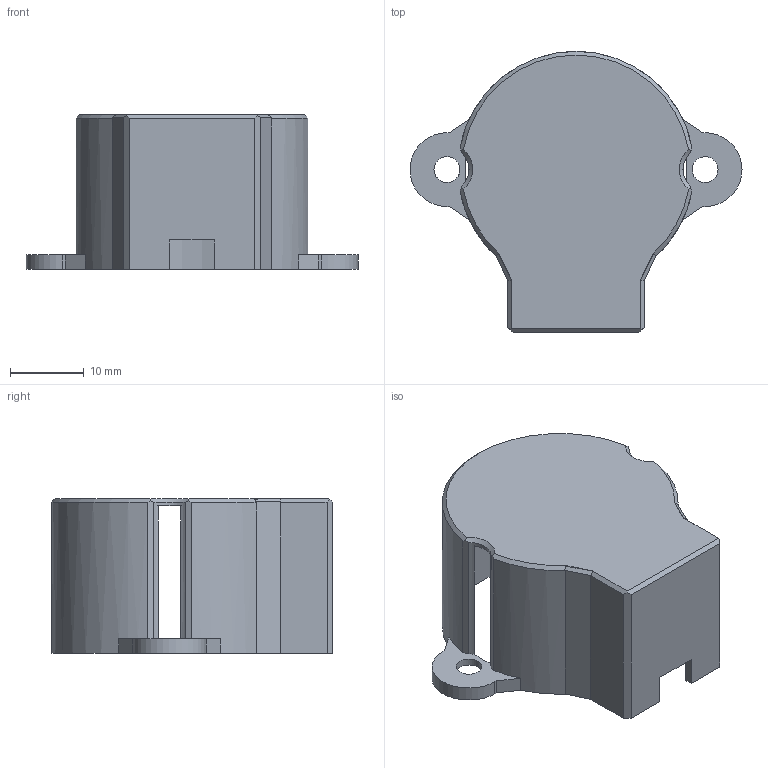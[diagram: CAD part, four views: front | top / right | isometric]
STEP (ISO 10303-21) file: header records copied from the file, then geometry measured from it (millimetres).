
FILE_DESCRIPTION(/* description */ (''),/* implementation_level */ '2;1');
FILE_NAME(/* name */ 'Cap.stp',/* time_stamp */ '2021-01-29T09:26:12+01:00',/* author */ ('woute'),/* organization */ (''),/* preprocessor_version */ 'ST-DEVELOPER v17',/* originating_system */ 'Autodesk Inventor 2019',/* authorisation */ '');
FILE_SCHEMA (('AUTOMOTIVE_DESIGN { 1 0 10303 214 3 1 1 }'));
Length unit declared in the file: millimetre
Products named in the file (1): Part4
Bounding box: 45 x 38.1 x 21 mm (x, y, z)
Volume: 3126.3 mm3; surface area: 6495.4 mm2
Topology: 1 solids, 1 shells, 62 faces, 196 edges, 132 vertices
Faces by surface type: plane 41, cylinder 12, cone 5, bspline 4
Full cylindrical faces by diameter (mm): 3.5 x2
Entity records: 2302 total; most frequent: CARTESIAN_POINT 537, ORIENTED_EDGE 392, DIRECTION 333, EDGE_CURVE 196, VERTEX_POINT 132, LINE 117, VECTOR 117, AXIS2_PLACEMENT_3D 108
